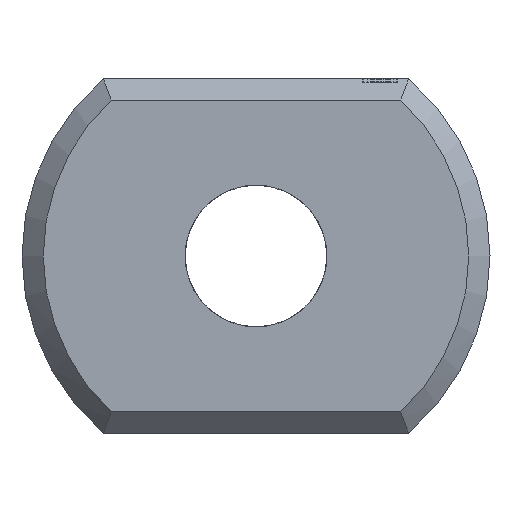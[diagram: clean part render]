
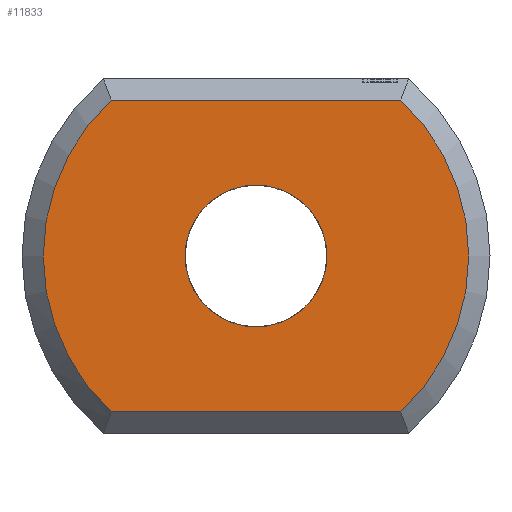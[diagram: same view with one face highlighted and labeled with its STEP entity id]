
A CAD part, left-side view. The second image highlights one B-rep face of the part: STEP entity #11833.
In plain terms, the highlighted planar face has unit normal (-1, 0, 0).
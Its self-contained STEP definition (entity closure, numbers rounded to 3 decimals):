
#298 = PLANE('',#299);
#299 = AXIS2_PLACEMENT_3D('',#300,#301,#302);
#300 = CARTESIAN_POINT('',(0.15,-2.154,-2.35));
#301 = DIRECTION('',(-0.707,0.,-0.707));
#302 = DIRECTION('',(0.,-1.,0.));
#725 = CONICAL_SURFACE('',#726,3.3,0.785);
#726 = AXIS2_PLACEMENT_3D('',#727,#728,#729);
#727 = CARTESIAN_POINT('',(0.3,0.,0.));
#728 = DIRECTION('',(1.,0.,0.));
#729 = DIRECTION('',(0.,0.653,-0.758));
#872 = CONICAL_SURFACE('',#873,3.3,0.785);
#873 = AXIS2_PLACEMENT_3D('',#874,#875,#876);
#874 = CARTESIAN_POINT('',(0.3,0.,0.));
#875 = DIRECTION('',(1.,0.,0.));
#876 = DIRECTION('',(0.,-0.653,0.758));
#909 = VERTEX_POINT('',#910);
#910 = CARTESIAN_POINT('',(0.,-2.04,-2.2));
#937 = VERTEX_POINT('',#938);
#938 = CARTESIAN_POINT('',(0.,2.04,-2.2));
#963 = EDGE_CURVE('',#909,#937,#964,.T.);
#964 = SURFACE_CURVE('',#965,(#969,#976),.PCURVE_S1.);
#965 = LINE('',#966,#967);
#966 = CARTESIAN_POINT('',(0.,-2.154,-2.2));
#967 = VECTOR('',#968,1.);
#968 = DIRECTION('',(0.,1.,0.));
#969 = PCURVE('',#298,#970);
#970 = DEFINITIONAL_REPRESENTATION('',(#971),#975);
#971 = LINE('',#972,#973);
#972 = CARTESIAN_POINT('',(0.,0.212));
#973 = VECTOR('',#974,1.);
#974 = DIRECTION('',(-1.,0.));
#975 = ( GEOMETRIC_REPRESENTATION_CONTEXT(2) 
PARAMETRIC_REPRESENTATION_CONTEXT() REPRESENTATION_CONTEXT('2D SPACE',''
  ) );
#976 = PCURVE('',#977,#982);
#977 = PLANE('',#978);
#978 = AXIS2_PLACEMENT_3D('',#979,#980,#981);
#979 = CARTESIAN_POINT('',(0.,0.,
    0.));
#980 = DIRECTION('',(1.,0.,0.));
#981 = DIRECTION('',(0.,0.,1.));
#982 = DEFINITIONAL_REPRESENTATION('',(#983),#987);
#983 = LINE('',#984,#985);
#984 = CARTESIAN_POINT('',(-2.2,2.154));
#985 = VECTOR('',#986,1.);
#986 = DIRECTION('',(0.,-1.));
#987 = ( GEOMETRIC_REPRESENTATION_CONTEXT(2) 
PARAMETRIC_REPRESENTATION_CONTEXT() REPRESENTATION_CONTEXT('2D SPACE',''
  ) );
#1763 = PLANE('',#1764);
#1764 = AXIS2_PLACEMENT_3D('',#1765,#1766,#1767);
#1765 = CARTESIAN_POINT('',(0.15,-2.154,2.35));
#1766 = DIRECTION('',(0.707,0.,-0.707
    ));
#1767 = DIRECTION('',(0.,-1.,0.));
#11620 = VERTEX_POINT('',#11621);
#11621 = CARTESIAN_POINT('',(0.,2.04,2.2));
#11646 = EDGE_CURVE('',#937,#11620,#11647,.T.);
#11647 = SURFACE_CURVE('',#11648,(#11653,#11660),.PCURVE_S1.);
#11648 = CIRCLE('',#11649,3.);
#11649 = AXIS2_PLACEMENT_3D('',#11650,#11651,#11652);
#11650 = CARTESIAN_POINT('',(0.,0.,
    0.));
#11651 = DIRECTION('',(1.,0.,0.));
#11652 = DIRECTION('',(0.,0.653,-0.758)
  );
#11653 = PCURVE('',#725,#11654);
#11654 = DEFINITIONAL_REPRESENTATION('',(#11655),#11659);
#11655 = LINE('',#11656,#11657);
#11656 = CARTESIAN_POINT('',(0.,-0.3));
#11657 = VECTOR('',#11658,1.);
#11658 = DIRECTION('',(1.,-0.));
#11659 = ( GEOMETRIC_REPRESENTATION_CONTEXT(2) 
PARAMETRIC_REPRESENTATION_CONTEXT() REPRESENTATION_CONTEXT('2D SPACE',''
  ) );
#11660 = PCURVE('',#977,#11661);
#11661 = DEFINITIONAL_REPRESENTATION('',(#11662),#11666);
#11662 = CIRCLE('',#11663,3.);
#11663 = AXIS2_PLACEMENT_2D('',#11664,#11665);
#11664 = CARTESIAN_POINT('',(0.,0.));
#11665 = DIRECTION('',(-0.758,-0.653));
#11666 = ( GEOMETRIC_REPRESENTATION_CONTEXT(2) 
PARAMETRIC_REPRESENTATION_CONTEXT() REPRESENTATION_CONTEXT('2D SPACE',''
  ) );
#11784 = VERTEX_POINT('',#11785);
#11785 = CARTESIAN_POINT('',(0.,-2.04,2.2));
#11812 = EDGE_CURVE('',#11784,#909,#11813,.T.);
#11813 = SURFACE_CURVE('',#11814,(#11819,#11826),.PCURVE_S1.);
#11814 = CIRCLE('',#11815,3.);
#11815 = AXIS2_PLACEMENT_3D('',#11816,#11817,#11818);
#11816 = CARTESIAN_POINT('',(0.,0.,
    0.));
#11817 = DIRECTION('',(1.,0.,0.));
#11818 = DIRECTION('',(0.,-0.653,0.758)
  );
#11819 = PCURVE('',#872,#11820);
#11820 = DEFINITIONAL_REPRESENTATION('',(#11821),#11825);
#11821 = LINE('',#11822,#11823);
#11822 = CARTESIAN_POINT('',(0.,-0.3));
#11823 = VECTOR('',#11824,1.);
#11824 = DIRECTION('',(1.,-0.));
#11825 = ( GEOMETRIC_REPRESENTATION_CONTEXT(2) 
PARAMETRIC_REPRESENTATION_CONTEXT() REPRESENTATION_CONTEXT('2D SPACE',''
  ) );
#11826 = PCURVE('',#977,#11827);
#11827 = DEFINITIONAL_REPRESENTATION('',(#11828),#11832);
#11828 = CIRCLE('',#11829,3.);
#11829 = AXIS2_PLACEMENT_2D('',#11830,#11831);
#11830 = CARTESIAN_POINT('',(0.,0.));
#11831 = DIRECTION('',(0.758,0.653));
#11832 = ( GEOMETRIC_REPRESENTATION_CONTEXT(2) 
PARAMETRIC_REPRESENTATION_CONTEXT() REPRESENTATION_CONTEXT('2D SPACE',''
  ) );
#11833 = ADVANCED_FACE('',(#11834,#11860),#977,.F.);
#11834 = FACE_BOUND('',#11835,.F.);
#11835 = EDGE_LOOP('',(#11836,#11837,#11858,#11859));
#11836 = ORIENTED_EDGE('',*,*,#11646,.T.);
#11837 = ORIENTED_EDGE('',*,*,#11838,.F.);
#11838 = EDGE_CURVE('',#11784,#11620,#11839,.T.);
#11839 = SURFACE_CURVE('',#11840,(#11844,#11851),.PCURVE_S1.);
#11840 = LINE('',#11841,#11842);
#11841 = CARTESIAN_POINT('',(0.,-2.154,2.2));
#11842 = VECTOR('',#11843,1.);
#11843 = DIRECTION('',(0.,1.,0.));
#11844 = PCURVE('',#977,#11845);
#11845 = DEFINITIONAL_REPRESENTATION('',(#11846),#11850);
#11846 = LINE('',#11847,#11848);
#11847 = CARTESIAN_POINT('',(2.2,2.154));
#11848 = VECTOR('',#11849,1.);
#11849 = DIRECTION('',(0.,-1.));
#11850 = ( GEOMETRIC_REPRESENTATION_CONTEXT(2) 
PARAMETRIC_REPRESENTATION_CONTEXT() REPRESENTATION_CONTEXT('2D SPACE',''
  ) );
#11851 = PCURVE('',#1763,#11852);
#11852 = DEFINITIONAL_REPRESENTATION('',(#11853),#11857);
#11853 = LINE('',#11854,#11855);
#11854 = CARTESIAN_POINT('',(0.,0.212));
#11855 = VECTOR('',#11856,1.);
#11856 = DIRECTION('',(-1.,0.));
#11857 = ( GEOMETRIC_REPRESENTATION_CONTEXT(2) 
PARAMETRIC_REPRESENTATION_CONTEXT() REPRESENTATION_CONTEXT('2D SPACE',''
  ) );
#11858 = ORIENTED_EDGE('',*,*,#11812,.T.);
#11859 = ORIENTED_EDGE('',*,*,#963,.T.);
#11860 = FACE_BOUND('',#11861,.T.);
#11861 = EDGE_LOOP('',(#11862));
#11862 = ORIENTED_EDGE('',*,*,#11863,.T.);
#11863 = EDGE_CURVE('',#11864,#11864,#11866,.T.);
#11864 = VERTEX_POINT('',#11865);
#11865 = CARTESIAN_POINT('',(0.,1.,0.));
#11866 = SURFACE_CURVE('',#11867,(#11872,#11879),.PCURVE_S1.);
#11867 = CIRCLE('',#11868,1.);
#11868 = AXIS2_PLACEMENT_3D('',#11869,#11870,#11871);
#11869 = CARTESIAN_POINT('',(0.,0.,0.));
#11870 = DIRECTION('',(1.,0.,0.));
#11871 = DIRECTION('',(0.,1.,0.));
#11872 = PCURVE('',#977,#11873);
#11873 = DEFINITIONAL_REPRESENTATION('',(#11874),#11878);
#11874 = CIRCLE('',#11875,1.);
#11875 = AXIS2_PLACEMENT_2D('',#11876,#11877);
#11876 = CARTESIAN_POINT('',(0.,0.));
#11877 = DIRECTION('',(0.,-1.));
#11878 = ( GEOMETRIC_REPRESENTATION_CONTEXT(2) 
PARAMETRIC_REPRESENTATION_CONTEXT() REPRESENTATION_CONTEXT('2D SPACE',''
  ) );
#11879 = PCURVE('',#11880,#11885);
#11880 = CYLINDRICAL_SURFACE('',#11881,1.);
#11881 = AXIS2_PLACEMENT_3D('',#11882,#11883,#11884);
#11882 = CARTESIAN_POINT('',(0.,0.,0.));
#11883 = DIRECTION('',(-1.,0.,0.));
#11884 = DIRECTION('',(0.,1.,0.));
#11885 = DEFINITIONAL_REPRESENTATION('',(#11886),#11890);
#11886 = LINE('',#11887,#11888);
#11887 = CARTESIAN_POINT('',(-0.,0.));
#11888 = VECTOR('',#11889,1.);
#11889 = DIRECTION('',(-1.,0.));
#11890 = ( GEOMETRIC_REPRESENTATION_CONTEXT(2) 
PARAMETRIC_REPRESENTATION_CONTEXT() REPRESENTATION_CONTEXT('2D SPACE',''
  ) );
